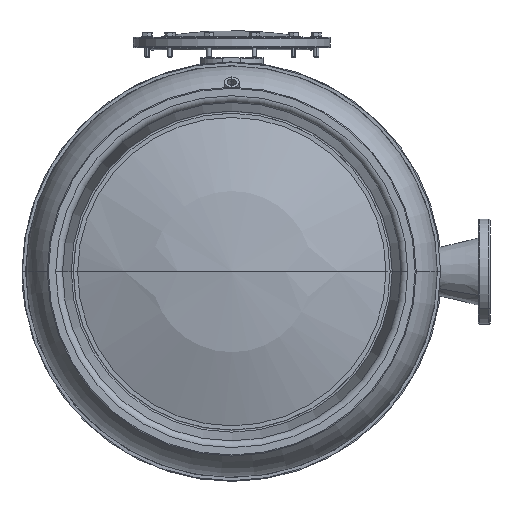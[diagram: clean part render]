
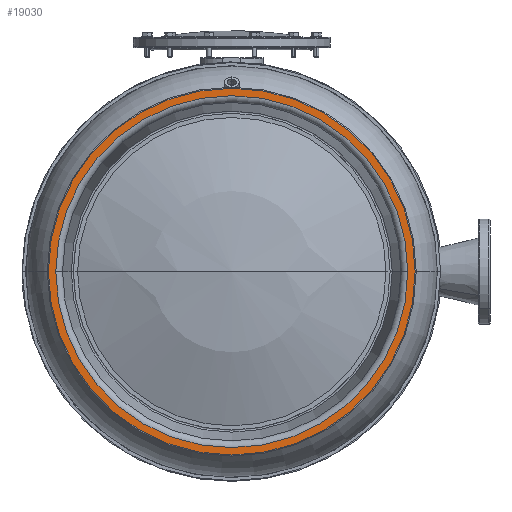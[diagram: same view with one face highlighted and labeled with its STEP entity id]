
A CAD part, front view. The second image highlights one B-rep face of the part: STEP entity #19030.
In plain terms, the highlighted planar face has unit normal (0, -1, 0).
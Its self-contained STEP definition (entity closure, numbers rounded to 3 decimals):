
#406 = CARTESIAN_POINT ( 'NONE',  ( 350., 0., -350. ) ) ;
#1269 = EDGE_CURVE ( 'NONE', #28827, #4246, #18616, .T. ) ;
#2256 = DIRECTION ( 'NONE',  ( 0., 1., 0. ) ) ;
#3579 = VERTEX_POINT ( 'NONE', #30180 ) ;
#4246 = VERTEX_POINT ( 'NONE', #16678 ) ;
#4666 = AXIS2_PLACEMENT_3D ( 'NONE', #406, #51257, #22633 ) ;
#5237 = CIRCLE ( 'NONE', #43185, 348. ) ;
#9073 = DIRECTION ( 'NONE',  ( 1., 0., 0. ) ) ;
#9860 = DIRECTION ( 'NONE',  ( 1., 0., 0. ) ) ;
#10618 = CIRCLE ( 'NONE', #38887, 348. ) ;
#10668 = ORIENTED_EDGE ( 'NONE', *, *, #54035, .T. ) ;
#14682 = EDGE_LOOP ( 'NONE', ( #15339, #49766 ) ) ;
#15339 = ORIENTED_EDGE ( 'NONE', *, *, #50591, .F. ) ;
#16678 = CARTESIAN_POINT ( 'NONE',  ( 16.104, 0., -350. ) ) ;
#18616 = CIRCLE ( 'NONE', #4666, 333.896 ) ;
#19030 = ADVANCED_FACE ( 'NONE', ( #25395, #34611 ), #38502, .F. ) ;
#19747 = VERTEX_POINT ( 'NONE', #47498 ) ;
#19832 = DIRECTION ( 'NONE',  ( 0., 1., 0. ) ) ;
#22633 = DIRECTION ( 'NONE',  ( 1., 0., 0. ) ) ;
#24878 = CARTESIAN_POINT ( 'NONE',  ( 350., 0., -350. ) ) ;
#25395 = FACE_OUTER_BOUND ( 'NONE', #14682, .T. ) ;
#27409 = CARTESIAN_POINT ( 'NONE',  ( 350., 0., -350. ) ) ;
#28467 = DIRECTION ( 'NONE',  ( 0., -1., 0. ) ) ;
#28827 = VERTEX_POINT ( 'NONE', #36887 ) ;
#30180 = CARTESIAN_POINT ( 'NONE',  ( 698., 0., -350. ) ) ;
#31023 = EDGE_LOOP ( 'NONE', ( #49551, #10668 ) ) ;
#32600 = CARTESIAN_POINT ( 'NONE',  ( 350., 0., -350. ) ) ;
#32609 = EDGE_CURVE ( 'NONE', #3579, #19747, #10618, .T. ) ;
#33063 = AXIS2_PLACEMENT_3D ( 'NONE', #43443, #2256, #40113 ) ;
#33509 = DIRECTION ( 'NONE',  ( 1., 0., 0. ) ) ;
#34611 = FACE_BOUND ( 'NONE', #31023, .T. ) ;
#35566 = AXIS2_PLACEMENT_3D ( 'NONE', #32600, #19832, #9073 ) ;
#36887 = CARTESIAN_POINT ( 'NONE',  ( 683.896, 0., -350. ) ) ;
#38502 = PLANE ( 'NONE',  #33063 ) ;
#38887 = AXIS2_PLACEMENT_3D ( 'NONE', #24878, #28467, #33509 ) ;
#40113 = DIRECTION ( 'NONE',  ( 1., 0., 0. ) ) ;
#43185 = AXIS2_PLACEMENT_3D ( 'NONE', #27409, #52689, #9860 ) ;
#43443 = CARTESIAN_POINT ( 'NONE',  ( 350., 0., -350. ) ) ;
#47498 = CARTESIAN_POINT ( 'NONE',  ( 2., 0., -350. ) ) ;
#48833 = CIRCLE ( 'NONE', #35566, 333.896 ) ;
#49551 = ORIENTED_EDGE ( 'NONE', *, *, #1269, .F. ) ;
#49766 = ORIENTED_EDGE ( 'NONE', *, *, #32609, .T. ) ;
#50591 = EDGE_CURVE ( 'NONE', #3579, #19747, #5237, .T. ) ;
#51257 = DIRECTION ( 'NONE',  ( 0., -1., 0. ) ) ;
#52689 = DIRECTION ( 'NONE',  ( 0., 1., 0. ) ) ;
#54035 = EDGE_CURVE ( 'NONE', #28827, #4246, #48833, .T. ) ;
